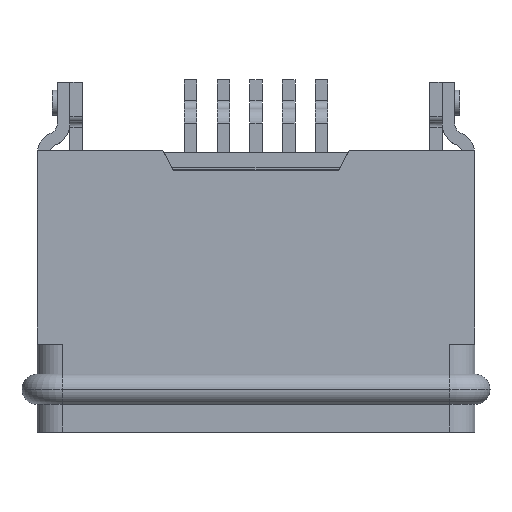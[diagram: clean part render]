
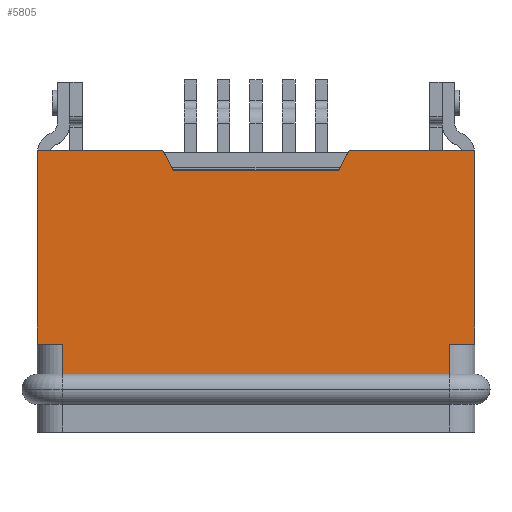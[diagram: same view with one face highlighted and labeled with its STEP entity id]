
A CAD part, front view. The second image highlights one B-rep face of the part: STEP entity #5805.
In plain terms, the highlighted planar face has unit normal (0, -1, 0).
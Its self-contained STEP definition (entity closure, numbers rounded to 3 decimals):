
#129=DIRECTION('',(0.,0.,1.));
#130=VECTOR('',#129,3.85);
#131=CARTESIAN_POINT('',(25.65,-1.15,-1.75));
#132=LINE('',#131,#130);
#315=DIRECTION('',(1.,0.,0.));
#316=VECTOR('',#315,2.5);
#317=CARTESIAN_POINT('',(25.65,-1.15,2.1));
#318=LINE('',#317,#316);
#328=DIRECTION('',(-1.,0.,0.));
#329=VECTOR('',#328,3.287);
#330=CARTESIAN_POINT('',(31.644,-1.15,1.69));
#331=LINE('',#330,#329);
#332=DIRECTION('',(-0.449,0.,-0.893));
#333=VECTOR('',#332,0.459);
#334=CARTESIAN_POINT('',(31.85,-1.15,2.1));
#335=LINE('',#334,#333);
#336=DIRECTION('',(-1.,0.,0.));
#337=VECTOR('',#336,2.5);
#338=CARTESIAN_POINT('',(34.35,-1.15,2.1));
#339=LINE('',#338,#337);
#340=DIRECTION('',(0.,0.,1.));
#341=VECTOR('',#340,3.85);
#342=CARTESIAN_POINT('',(34.35,-1.15,-1.75));
#343=LINE('',#342,#341);
#344=DIRECTION('',(-0.449,0.,0.893));
#345=VECTOR('',#344,0.459);
#346=CARTESIAN_POINT('',(28.356,-1.15,1.69));
#347=LINE('',#346,#345);
#3170=DIRECTION('',(-1.,0.,0.));
#3171=VECTOR('',#3170,7.7);
#3172=CARTESIAN_POINT('',(33.85,-1.15,
-2.35));
#3173=LINE('',#3172,#3171);
#3221=DIRECTION('',(0.,0.,-1.));
#3222=VECTOR('',#3221,0.6);
#3223=CARTESIAN_POINT('',(33.85,-1.15,
-1.75));
#3224=LINE('',#3223,#3222);
#3234=DIRECTION('',(-1.,0.,0.));
#3235=VECTOR('',#3234,0.5);
#3236=CARTESIAN_POINT('',(34.35,-1.15,
-1.75));
#3237=LINE('',#3236,#3235);
#3250=DIRECTION('',(0.,0.,1.));
#3251=VECTOR('',#3250,0.6);
#3252=CARTESIAN_POINT('',(26.15,-1.15,
-2.35));
#3253=LINE('',#3252,#3251);
#3258=DIRECTION('',(-1.,0.,0.));
#3259=VECTOR('',#3258,0.5);
#3260=CARTESIAN_POINT('',(26.15,-1.15,
-1.75));
#3261=LINE('',#3260,#3259);
#4394=CARTESIAN_POINT('',(33.85,-1.15,
-2.35));
#4395=VERTEX_POINT('',#4394);
#4412=CARTESIAN_POINT('',(26.15,-1.15,
-2.35));
#4413=VERTEX_POINT('',#4412);
#5329=CARTESIAN_POINT('',(31.644,-1.15,1.69));
#5330=VERTEX_POINT('',#5329);
#5331=CARTESIAN_POINT('',(31.85,-1.15,2.1));
#5332=VERTEX_POINT('',#5331);
#5333=CARTESIAN_POINT('',(34.35,-1.15,2.1));
#5334=VERTEX_POINT('',#5333);
#5335=CARTESIAN_POINT('',(33.85,-1.15,
-1.75));
#5337=VERTEX_POINT('',#5335);
#5339=CARTESIAN_POINT('',(34.35,-1.15,
-1.75));
#5340=VERTEX_POINT('',#5339);
#5342=CARTESIAN_POINT('',(25.65,-1.15,
-1.75));
#5344=VERTEX_POINT('',#5342);
#5345=CARTESIAN_POINT('',(26.15,-1.15,
-1.75));
#5346=VERTEX_POINT('',#5345);
#5347=CARTESIAN_POINT('',(25.65,-1.15,2.1));
#5348=CARTESIAN_POINT('',(28.15,-1.15,2.1));
#5349=VERTEX_POINT('',#5347);
#5350=VERTEX_POINT('',#5348);
#5351=CARTESIAN_POINT('',(28.356,-1.15,1.69));
#5352=VERTEX_POINT('',#5351);
#5776=CARTESIAN_POINT('',(30.,-1.15,
0.033));
#5777=DIRECTION('',(0.,1.,0.));
#5778=DIRECTION('',(-1.,0.,0.));
#5779=AXIS2_PLACEMENT_3D('',#5776,#5777,#5778);
#5780=PLANE('',#5779);
#5782=ORIENTED_EDGE('',*,*,#5781,.F.);
#5784=ORIENTED_EDGE('',*,*,#5783,.F.);
#5786=ORIENTED_EDGE('',*,*,#5785,.F.);
#5788=ORIENTED_EDGE('',*,*,#5787,.F.);
#5790=ORIENTED_EDGE('',*,*,#5789,.T.);
#5792=ORIENTED_EDGE('',*,*,#5791,.T.);
#5794=ORIENTED_EDGE('',*,*,#5793,.T.);
#5796=ORIENTED_EDGE('',*,*,#5795,.T.);
#5798=ORIENTED_EDGE('',*,*,#5797,.T.);
#5799=ORIENTED_EDGE('',*,*,#5534,.T.);
#5800=ORIENTED_EDGE('',*,*,#5760,.T.);
#5802=ORIENTED_EDGE('',*,*,#5801,.F.);
#5803=EDGE_LOOP('',(#5782,#5784,#5786,#5788,#5790,#5792,#5794,#5796,#5798,#5799,
#5800,#5802));
#5804=FACE_OUTER_BOUND('',#5803,.F.);
#5805=ADVANCED_FACE('',(#5804),#5780,.F.);
#5534=EDGE_CURVE('',#5344,#5349,#132,.T.);
#5760=EDGE_CURVE('',#5349,#5350,#318,.T.);
#5781=EDGE_CURVE('',#5330,#5352,#331,.T.);
#5783=EDGE_CURVE('',#5332,#5330,#335,.T.);
#5785=EDGE_CURVE('',#5334,#5332,#339,.T.);
#5787=EDGE_CURVE('',#5340,#5334,#343,.T.);
#5789=EDGE_CURVE('',#5340,#5337,#3237,.T.);
#5791=EDGE_CURVE('',#5337,#4395,#3224,.T.);
#5793=EDGE_CURVE('',#4395,#4413,#3173,.T.);
#5795=EDGE_CURVE('',#4413,#5346,#3253,.T.);
#5797=EDGE_CURVE('',#5346,#5344,#3261,.T.);
#5801=EDGE_CURVE('',#5352,#5350,#347,.T.);
